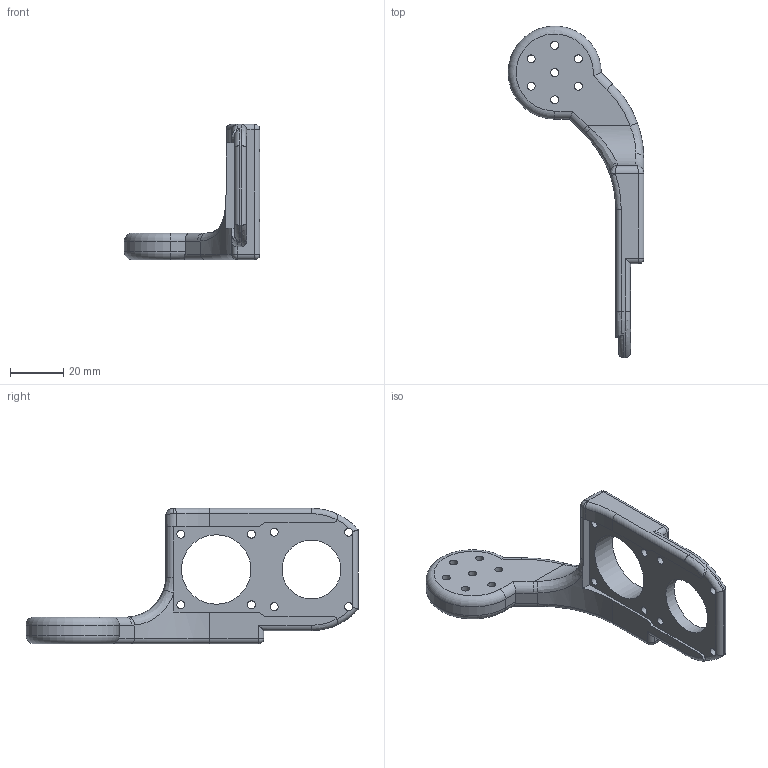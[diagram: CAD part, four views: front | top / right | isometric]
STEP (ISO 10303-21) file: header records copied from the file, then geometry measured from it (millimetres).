
FILE_DESCRIPTION(/* description */ (''),/* implementation_level */ '2;1');
FILE_NAME(/* name */ '',/* time_stamp */ '2023-09-24T22:02:31+08:00',/* author */ (''),/* organization */ (''),/* preprocessor_version */ 'ST-DEVELOPER v20',/* originating_system */ 'Autodesk Translation Framework v12.9.0.99',/* authorisation */ '');
FILE_SCHEMA (('AUTOMOTIVE_DESIGN { 1 0 10303 214 3 1 1 }'));
Length unit declared in the file: millimetre
Products named in the file (1): 连杆3
Bounding box: 51 x 124.81 x 50.9 mm (x, y, z)
Volume: 33207.5 mm3; surface area: 13263.9 mm2
Topology: 1 solids, 1 shells, 126 faces, 336 edges, 207 vertices
Faces by surface type: plane 54, cylinder 49, torus 13, bspline 7, sphere 3
Full cylindrical faces by diameter (mm): 3 x15, 22.1 x1, 26.1 x1
Entity records: 4314 total; most frequent: CARTESIAN_POINT 1055, DIRECTION 682, ORIENTED_EDGE 668, EDGE_CURVE 334, AXIS2_PLACEMENT_3D 250, VERTEX_POINT 207, LINE 182, VECTOR 182
